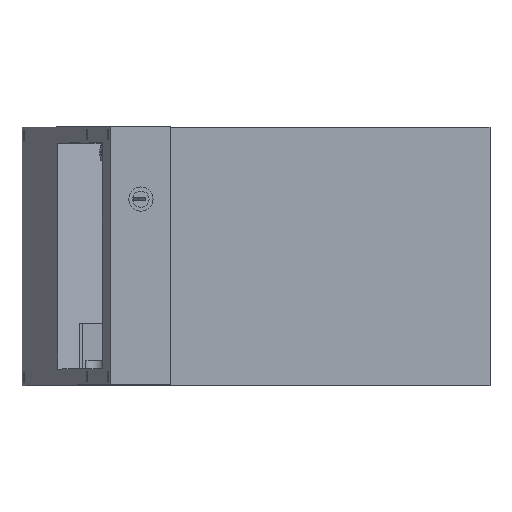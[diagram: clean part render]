
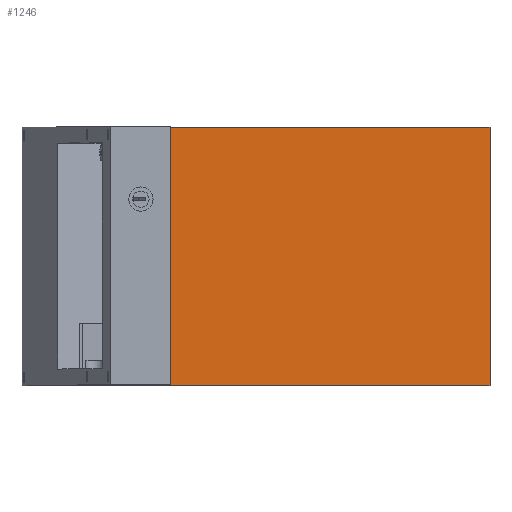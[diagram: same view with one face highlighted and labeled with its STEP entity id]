
A CAD part, top view. The second image highlights one B-rep face of the part: STEP entity #1246.
In plain terms, the highlighted planar face has unit normal (0, 0, 1).
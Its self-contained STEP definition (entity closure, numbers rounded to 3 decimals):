
#165=FACE_OUTER_BOUND('',#251,.T.);
#251=EDGE_LOOP('',(#1078,#1079,#1080,#1081));
#303=LINE('',#1804,#429);
#384=LINE('',#2051,#510);
#385=LINE('',#2053,#511);
#386=LINE('',#2054,#512);
#429=VECTOR('',#1430,10.);
#510=VECTOR('',#1699,10.);
#511=VECTOR('',#1702,10.);
#512=VECTOR('',#1703,10.);
#551=VERTEX_POINT('',#1800);
#553=VERTEX_POINT('',#1803);
#623=VERTEX_POINT('',#2045);
#625=VERTEX_POINT('',#2049);
#670=EDGE_CURVE('',#551,#553,#303,.T.);
#786=EDGE_CURVE('',#623,#625,#384,.T.);
#787=EDGE_CURVE('',#623,#551,#385,.T.);
#788=EDGE_CURVE('',#553,#625,#386,.T.);
#1078=ORIENTED_EDGE('',*,*,#787,.F.);
#1079=ORIENTED_EDGE('',*,*,#786,.T.);
#1080=ORIENTED_EDGE('',*,*,#788,.F.);
#1081=ORIENTED_EDGE('',*,*,#670,.F.);
#1174=PLANE('',#1360);
#1246=ADVANCED_FACE('',(#165),#1174,.T.);
#1360=AXIS2_PLACEMENT_3D('',#2052,#1700,#1701);
#1430=DIRECTION('',(0.,1.,0.));
#1699=DIRECTION('',(0.,1.,0.));
#1700=DIRECTION('center_axis',(0.,0.,1.));
#1701=DIRECTION('ref_axis',(1.,0.,0.));
#1702=DIRECTION('',(-1.,0.,0.));
#1703=DIRECTION('',(1.,0.,0.));
#1800=CARTESIAN_POINT('',(0.,0.,15.));
#1803=CARTESIAN_POINT('',(0.,160.,15.));
#1804=CARTESIAN_POINT('',(0.,0.,15.));
#2045=CARTESIAN_POINT('',(250.,0.,15.));
#2049=CARTESIAN_POINT('',(250.,160.,15.));
#2051=CARTESIAN_POINT('',(250.,0.,15.));
#2052=CARTESIAN_POINT('Origin',(0.,0.,15.));
#2053=CARTESIAN_POINT('',(250.,0.,15.));
#2054=CARTESIAN_POINT('',(250.,160.,15.));
